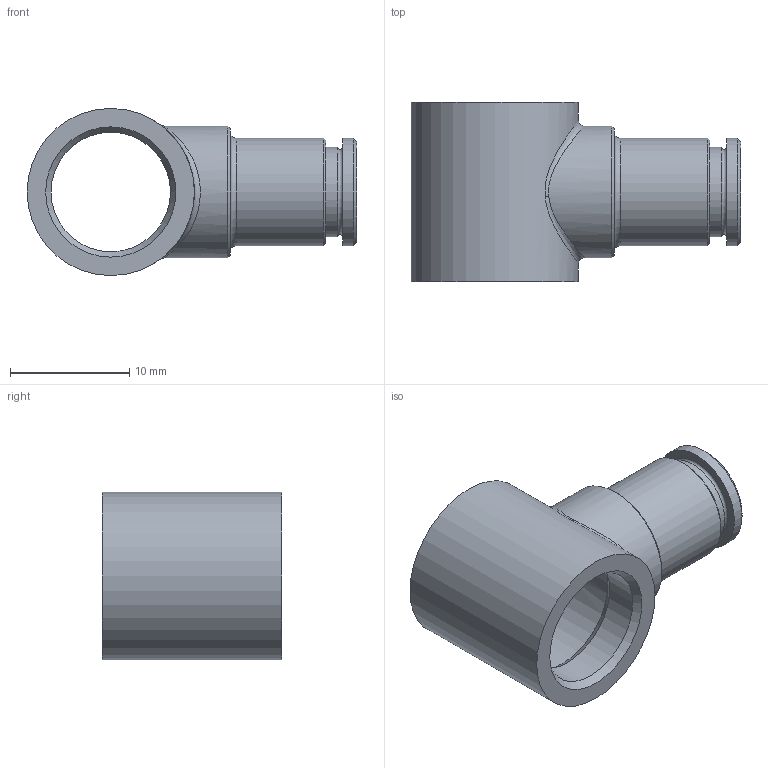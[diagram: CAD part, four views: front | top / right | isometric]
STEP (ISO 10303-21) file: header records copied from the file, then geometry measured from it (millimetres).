
FILE_DESCRIPTION( ( 'STEP AP214' ), '1' );
FILE_NAME( 'psolqas_13524_44.stp', '2020-12-01T17:18:28', ( 'License CC BY-ND 4.0' ), ( 'CADENAS' ), ' ', 'PARTsolutions', ' ' );
FILE_SCHEMA( ( 'AUTOMOTIVE_DESIGN { 1 0 10303 214 1 1 1 1 }' ) );
Length unit declared in the file: metre
Products named in the file (1): NONE
Bounding box: 27.6 x 15 x 14 mm (x, y, z)
Volume: 1801.8 mm3; surface area: 1918.8 mm2
Topology: 1 solids, 1 shells, 29 faces, 58 edges, 35 vertices
Faces by surface type: cylinder 10, cone 9, plane 6, bspline 2, torus 2
Full cylindrical faces by diameter (mm): 3 x1, 4.15 x1, 7.5 x1, 9 x2, 10 x2, 10.9 x1, 11 x1, 14 x1
Entity records: 1312 total; most frequent: CARTESIAN_POINT 542, DIRECTION 112, ORIENTED_EDGE 72, EDGE_LOOP 58, AXIS2_PLACEMENT_3D 56, FACE_OUTER_BOUND 41, EDGE_CURVE 36, VERTEX_POINT 34
